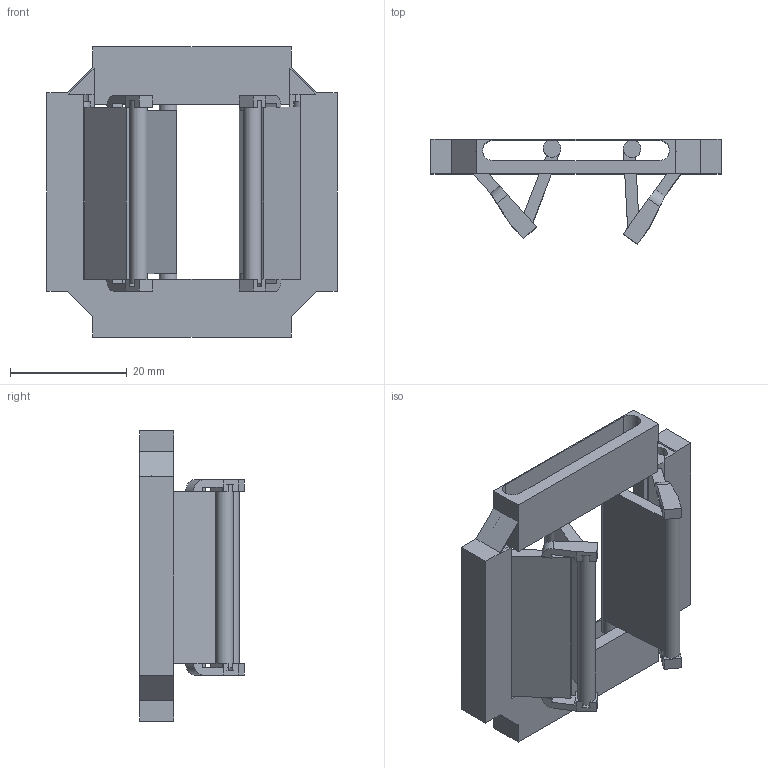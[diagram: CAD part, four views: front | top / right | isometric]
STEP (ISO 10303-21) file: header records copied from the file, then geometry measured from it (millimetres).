
FILE_DESCRIPTION(/* description */ (''),/* implementation_level */ '2;1');
FILE_NAME(/* name */ 'Assembly_Rect_Aperture_Insert_half.iam.step',/* time_stamp */ '2022-11-29T09:16:27+01:00',/* author */ ('marsikovabarbora'),/* organization */ (''),/* preprocessor_version */ 'ST-DEVELOPER v18.1',/* originating_system */ 'Autodesk Inventor 2022',/* authorisation */ '');
FILE_SCHEMA (('AP203_CONFIGURATION_CONTROLLED_3D_DESIGN_OF_MECHANICAL_PARTS_AND_ASSEMBLIES_MIM_LF { 1 0 10303 203 3 1 4 }','AUTOMOTIVE_DESIGN { 1 0 10303 214 3 1 1 }','PROCESS_PLANNING_SCHEMA'));
Length unit declared in the file: millimetre
Products named in the file (4): Assembly_Rect_Aperture_Insert_half; 20_Rect_Aperture_Insert_half_v3; 20_Rect_Aperture_door_hinge; 20_Rect_Aperture_door_slide
Assembly tree (5 placements, depth 2):
  Assembly_Rect_Aperture_Insert_half
    20_Rect_Aperture_Insert_half_v3
    20_Rect_Aperture_door_hinge  x2
    20_Rect_Aperture_door_slide  x2
Bounding box: 49.8 x 18.01 x 49.8 mm (x, y, z)
Volume: 8390.8 mm3; surface area: 10559.9 mm2
Topology: 5 solids, 5 shells, 142 faces, 376 edges, 246 vertices
Faces by surface type: plane 118, cylinder 24
Full cylindrical faces by diameter (mm): 3 x6, 3.4 x2
Entity records: 3088 total; most frequent: CARTESIAN_POINT 522, ORIENTED_EDGE 506, DIRECTION 503, EDGE_CURVE 253, LINE 209, VECTOR 209, VERTEX_POINT 166, AXIS2_PLACEMENT_3D 147
